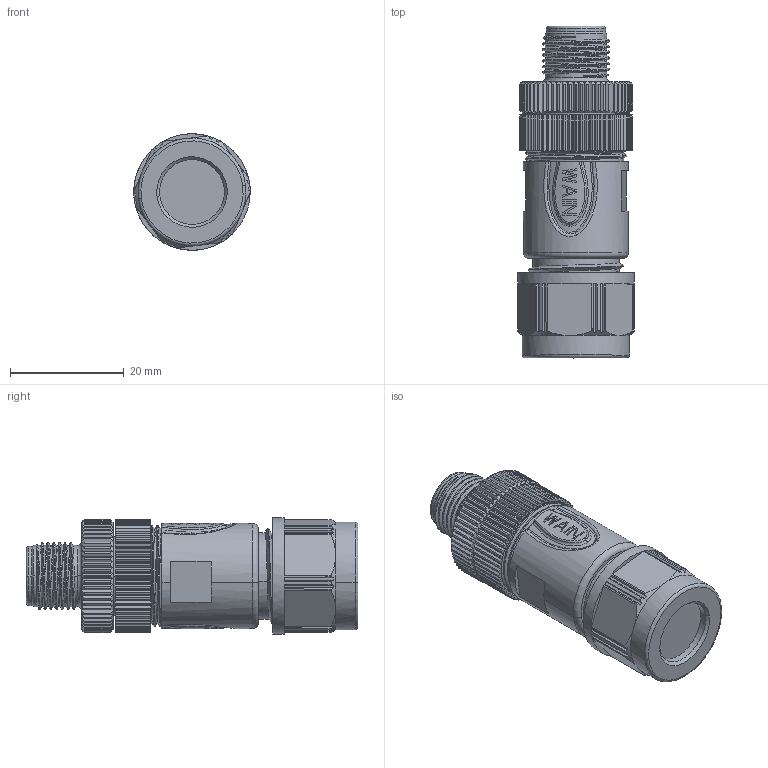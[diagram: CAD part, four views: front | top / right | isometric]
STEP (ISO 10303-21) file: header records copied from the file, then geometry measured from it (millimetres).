
FILE_DESCRIPTION((''),'2;1');
FILE_NAME('3D_1630054133505_M12P-MST05A-T-','2024-03-19T',('12262'),(''),'PRO/ENGINEER BY PARAMETRIC TECHNOLOGY CORPORATION, 2012480','PRO/ENGINEER BY PARAMETRIC TECHNOLOGY CORPORATION, 2012480','');
FILE_SCHEMA(('CONFIG_CONTROL_DESIGN'));
Products named in the file (1): 3D_1630054133505_M12P-MST05A-T-
Bounding box: 20.5 x 58.4 x 20.48 mm (x, y, z)
Volume: 12824.3 mm3; surface area: 12464.7 mm2
Topology: 1 solids, 10 shells, 1578 faces, 4521 edges, 2929 vertices
Faces by surface type: plane 705, cylinder 458, cone 274, bspline 64, torus 58, sphere 10, extrusion 9
Entity records: 71123 total; most frequent: CARTESIAN_POINT 31474, ORIENTED_EDGE 9006, DIRECTION 7496, EDGE_CURVE 4503, VERTEX_POINT 2929, AXIS2_PLACEMENT_3D 2785, VECTOR 1926, LINE 1917
